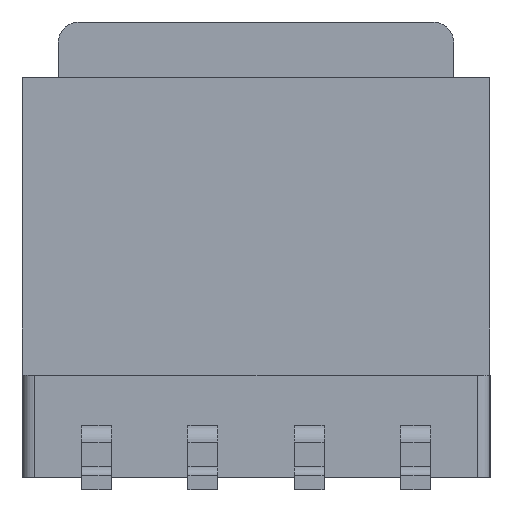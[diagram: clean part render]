
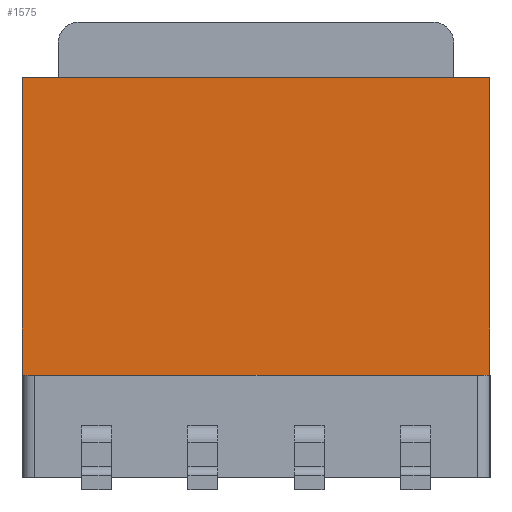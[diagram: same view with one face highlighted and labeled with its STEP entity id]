
A CAD part, left-side view. The second image highlights one B-rep face of the part: STEP entity #1575.
In plain terms, the highlighted planar face has unit normal (-1, 0, 0).
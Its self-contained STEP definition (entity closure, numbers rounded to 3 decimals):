
#65 = CARTESIAN_POINT ( 'NONE',  ( -11.574, -5.45, 2.4 ) ) ;
#103 = CARTESIAN_POINT ( 'NONE',  ( -11.574, -5.45, 9.4 ) ) ;
#177 = ORIENTED_EDGE ( 'NONE', *, *, #1297, .T. ) ;
#179 = CARTESIAN_POINT ( 'NONE',  ( -11.574, -5.45, 2.4 ) ) ;
#184 = VERTEX_POINT ( 'NONE', #65 ) ;
#192 = LINE ( 'NONE', #1060, #382 ) ;
#241 = FACE_OUTER_BOUND ( 'NONE', #1739, .T. ) ;
#255 = ORIENTED_EDGE ( 'NONE', *, *, #587, .T. ) ;
#382 = VECTOR ( 'NONE', #923, 1000. ) ;
#404 = LINE ( 'NONE', #1129, #1034 ) ;
#587 = EDGE_CURVE ( 'NONE', #1511, #1776, #404, .T. ) ;
#626 = LINE ( 'NONE', #1168, #1899 ) ;
#646 = AXIS2_PLACEMENT_3D ( 'NONE', #103, #818, #1160 ) ;
#780 = CARTESIAN_POINT ( 'NONE',  ( -11.574, 5.55, 9.4 ) ) ;
#818 = DIRECTION ( 'NONE',  ( 1., 0., 0. ) ) ;
#822 = ORIENTED_EDGE ( 'NONE', *, *, #1998, .F. ) ;
#923 = DIRECTION ( 'NONE',  ( 0., -1., 0. ) ) ;
#1012 = EDGE_CURVE ( 'NONE', #1473, #184, #626, .T. ) ;
#1034 = VECTOR ( 'NONE', #1502, 1000. ) ;
#1060 = CARTESIAN_POINT ( 'NONE',  ( -11.574, -5.45, 9.4 ) ) ;
#1102 = VECTOR ( 'NONE', #1985, 1000. ) ;
#1129 = CARTESIAN_POINT ( 'NONE',  ( -11.574, 5.55, 9.4 ) ) ;
#1160 = DIRECTION ( 'NONE',  ( 0., 1., 0. ) ) ;
#1168 = CARTESIAN_POINT ( 'NONE',  ( -11.574, -5.45, 9.4 ) ) ;
#1297 = EDGE_CURVE ( 'NONE', #1776, #184, #1964, .T. ) ;
#1400 = CARTESIAN_POINT ( 'NONE',  ( -11.574, 5.55, 2.4 ) ) ;
#1473 = VERTEX_POINT ( 'NONE', #1860 ) ;
#1502 = DIRECTION ( 'NONE',  ( 0., 0., -1. ) ) ;
#1511 = VERTEX_POINT ( 'NONE', #780 ) ;
#1575 = ADVANCED_FACE ( 'NONE', ( #241 ), #1894, .F. ) ;
#1739 = EDGE_LOOP ( 'NONE', ( #177, #2191, #822, #255 ) ) ;
#1776 = VERTEX_POINT ( 'NONE', #1400 ) ;
#1846 = DIRECTION ( 'NONE',  ( 0., 0., -1. ) ) ;
#1860 = CARTESIAN_POINT ( 'NONE',  ( -11.574, -5.45, 9.4 ) ) ;
#1894 = PLANE ( 'NONE',  #646 ) ;
#1899 = VECTOR ( 'NONE', #1846, 1000. ) ;
#1964 = LINE ( 'NONE', #179, #1102 ) ;
#1985 = DIRECTION ( 'NONE',  ( 0., -1., 0. ) ) ;
#1998 = EDGE_CURVE ( 'NONE', #1511, #1473, #192, .T. ) ;
#2191 = ORIENTED_EDGE ( 'NONE', *, *, #1012, .F. ) ;
